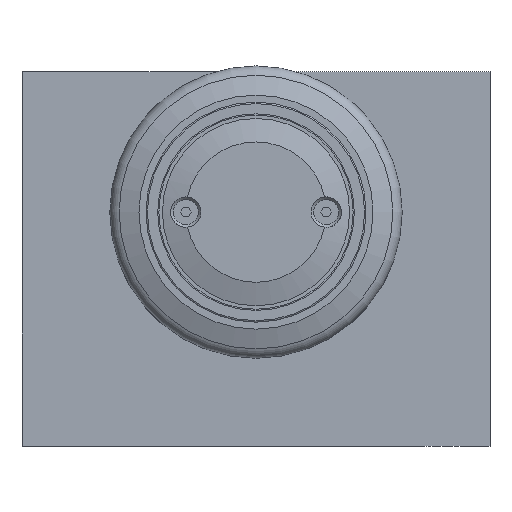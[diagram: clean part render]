
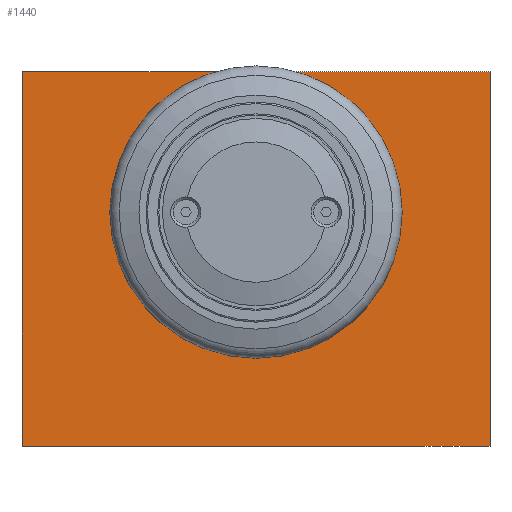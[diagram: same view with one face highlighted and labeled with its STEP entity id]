
A CAD part, front view. The second image highlights one B-rep face of the part: STEP entity #1440.
In plain terms, the highlighted planar face has unit normal (0, -1, 0).
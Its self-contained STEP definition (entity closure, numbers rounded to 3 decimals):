
#28=FACE_BOUND('',#226,.T.);
#73=PLANE('',#1602);
#140=FACE_OUTER_BOUND('',#225,.T.);
#225=EDGE_LOOP('',(#1179,#1180,#1181,#1182));
#226=EDGE_LOOP('',(#1183));
#331=LINE('',#2432,#447);
#332=LINE('',#2434,#448);
#333=LINE('',#2436,#449);
#334=LINE('',#2437,#450);
#447=VECTOR('',#1932,10.);
#448=VECTOR('',#1933,10.);
#449=VECTOR('',#1934,10.);
#450=VECTOR('',#1935,10.);
#574=CIRCLE('',#1586,20.5);
#661=VERTEX_POINT('',#2349);
#688=VERTEX_POINT('',#2430);
#689=VERTEX_POINT('',#2431);
#690=VERTEX_POINT('',#2433);
#691=VERTEX_POINT('',#2435);
#831=EDGE_CURVE('',#661,#661,#574,.T.);
#870=EDGE_CURVE('',#688,#689,#331,.T.);
#871=EDGE_CURVE('',#690,#689,#332,.T.);
#872=EDGE_CURVE('',#691,#690,#333,.T.);
#873=EDGE_CURVE('',#691,#688,#334,.T.);
#1179=ORIENTED_EDGE('',*,*,#870,.T.);
#1180=ORIENTED_EDGE('',*,*,#871,.F.);
#1181=ORIENTED_EDGE('',*,*,#872,.F.);
#1182=ORIENTED_EDGE('',*,*,#873,.T.);
#1183=ORIENTED_EDGE('',*,*,#831,.T.);
#1440=ADVANCED_FACE('',(#140,#28),#73,.T.);
#1586=AXIS2_PLACEMENT_3D('',#2351,#1862,#1863);
#1602=AXIS2_PLACEMENT_3D('',#2429,#1930,#1931);
#1862=DIRECTION('center_axis',(0.,1.,0.));
#1863=DIRECTION('ref_axis',(-1.,0.,0.));
#1930=DIRECTION('center_axis',(0.,-1.,0.));
#1931=DIRECTION('ref_axis',(0.,0.,-1.));
#1932=DIRECTION('',(0.,0.,1.));
#1933=DIRECTION('',(1.,0.,0.));
#1934=DIRECTION('',(0.,0.,1.));
#1935=DIRECTION('',(1.,0.,0.));
#2349=CARTESIAN_POINT('',(70.5,0.,50.));
#2351=CARTESIAN_POINT('Origin',(50.,0.,50.));
#2429=CARTESIAN_POINT('Origin',(0.,0.,0.));
#2430=CARTESIAN_POINT('',(100.,0.,0.));
#2431=CARTESIAN_POINT('',(100.,0.,80.));
#2432=CARTESIAN_POINT('',(100.,0.,0.));
#2433=CARTESIAN_POINT('',(0.,0.,80.));
#2434=CARTESIAN_POINT('',(0.,0.,80.));
#2435=CARTESIAN_POINT('',(0.,0.,0.));
#2436=CARTESIAN_POINT('',(0.,0.,0.));
#2437=CARTESIAN_POINT('',(0.,0.,0.));
